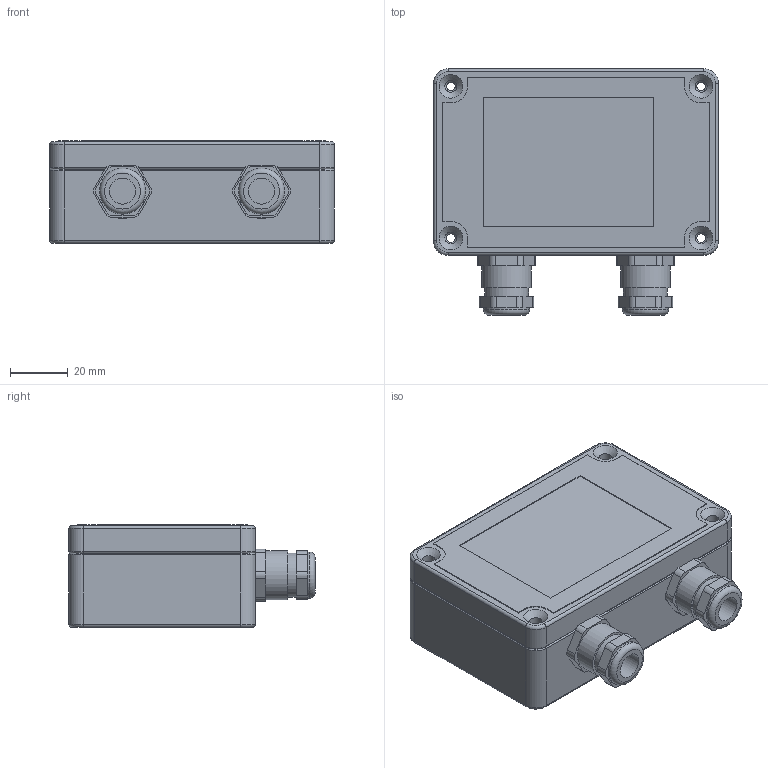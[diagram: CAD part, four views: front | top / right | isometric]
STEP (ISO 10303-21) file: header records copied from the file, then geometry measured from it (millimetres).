
FILE_DESCRIPTION(('FreeCAD Model'),'2;1');
FILE_NAME('PM_base_lid_M16.step', '2021-06-02T16:21:29',('Author'),(''), 'Open CASCADE STEP processor 7.3','FreeCAD','Unknown');
FILE_SCHEMA(('AUTOMOTIVE_DESIGN { 1 0 10303 214 1 1 1 1 }'));
Length unit declared in the file: millimetre
Products named in the file (4): Base; Lid; Cablegland001; Cablegland002
Bounding box: 98.4 x 85 x 35.4 mm (x, y, z)
Volume: 116070.5 mm3; surface area: 51214.8 mm2
Topology: 4 solids, 4 shells, 314 faces, 740 edges, 454 vertices
Faces by surface type: cylinder 142, plane 104, torus 58, cone 10
Full cylindrical faces by diameter (mm): 3 x4, 3.9 x2, 4.2 x4, 6.5 x4, 8.3 x2, 9 x2, 12 x4, 15.2 x2, 15.7 x2, 15.9 x2, 16 x2, 17 x2
Entity records: 9281 total; most frequent: DIRECTION 1722, CARTESIAN_POINT 1656, ORIENTED_EDGE 1480, EDGE_CURVE 740, AXIS2_PLACEMENT_3D 676, VERTEX_POINT 454, LINE 370, VECTOR 370
